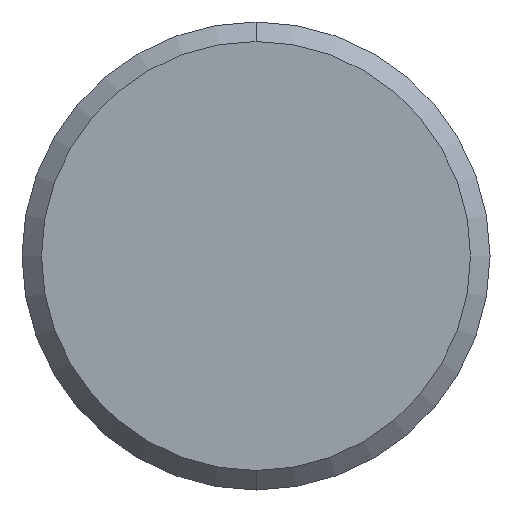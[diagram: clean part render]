
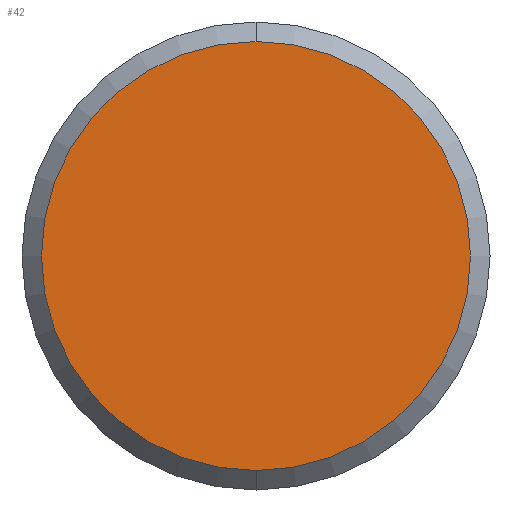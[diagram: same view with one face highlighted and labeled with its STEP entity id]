
A CAD part, front view. The second image highlights one B-rep face of the part: STEP entity #42.
In plain terms, the highlighted planar face has unit normal (0, -1, 0).
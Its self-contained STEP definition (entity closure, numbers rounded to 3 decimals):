
#4 = DIRECTION ( 'NONE',  ( 0., -1., 0. ) ) ;
#7 = CIRCLE ( 'NONE', #75, 5.5 ) ;
#9 = VERTEX_POINT ( 'NONE', #134 ) ;
#15 = FACE_OUTER_BOUND ( 'NONE', #29, .T. ) ;
#19 = CARTESIAN_POINT ( 'NONE',  ( 0., 0., 0. ) ) ;
#29 = EDGE_LOOP ( 'NONE', ( #247, #117 ) ) ;
#31 = CARTESIAN_POINT ( 'NONE',  ( 0., 0., 0. ) ) ;
#42 = ADVANCED_FACE ( 'NONE', ( #15 ), #234, .F. ) ;
#75 = AXIS2_PLACEMENT_3D ( 'NONE', #19, #236, #109 ) ;
#85 = DIRECTION ( 'NONE',  ( 0., 0., 1. ) ) ;
#97 = VERTEX_POINT ( 'NONE', #126 ) ;
#101 = EDGE_CURVE ( 'NONE', #9, #97, #216, .T. ) ;
#109 = DIRECTION ( 'NONE',  ( 0., 0., 1. ) ) ;
#117 = ORIENTED_EDGE ( 'NONE', *, *, #185, .T. ) ;
#126 = CARTESIAN_POINT ( 'NONE',  ( 0., 0., -5.5 ) ) ;
#128 = CARTESIAN_POINT ( 'NONE',  ( 0., 0., 0. ) ) ;
#134 = CARTESIAN_POINT ( 'NONE',  ( 0., 0., 5.5 ) ) ;
#180 = DIRECTION ( 'NONE',  ( 0., 1., 0. ) ) ;
#185 = EDGE_CURVE ( 'NONE', #97, #9, #7, .T. ) ;
#207 = AXIS2_PLACEMENT_3D ( 'NONE', #31, #180, #254 ) ;
#216 = CIRCLE ( 'NONE', #231, 5.5 ) ;
#231 = AXIS2_PLACEMENT_3D ( 'NONE', #128, #4, #85 ) ;
#234 = PLANE ( 'NONE',  #207 ) ;
#236 = DIRECTION ( 'NONE',  ( 0., -1., 0. ) ) ;
#247 = ORIENTED_EDGE ( 'NONE', *, *, #101, .T. ) ;
#254 = DIRECTION ( 'NONE',  ( 0., 0., 1. ) ) ;
